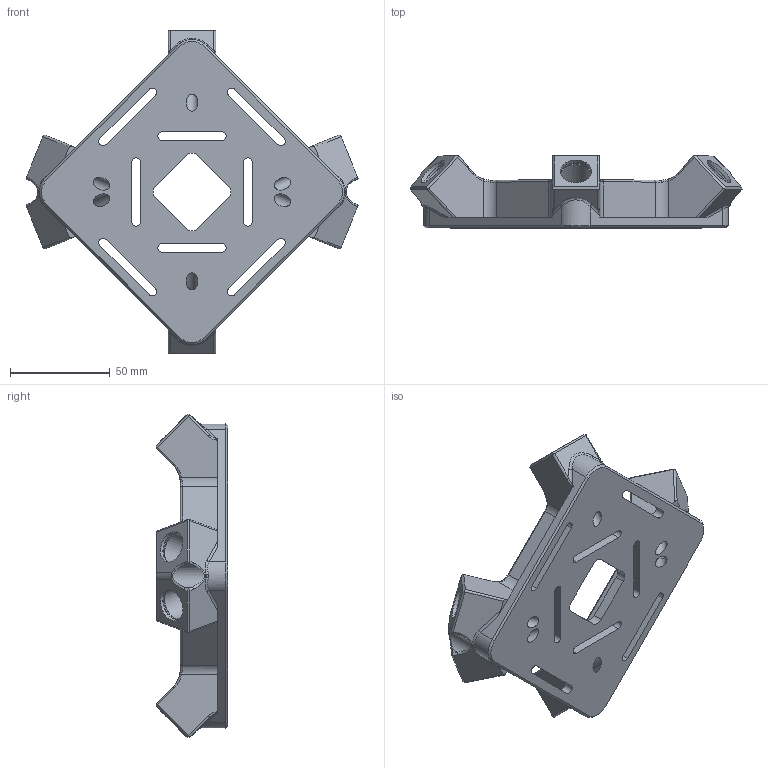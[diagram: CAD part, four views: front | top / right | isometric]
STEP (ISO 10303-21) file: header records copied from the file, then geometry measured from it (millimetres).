
FILE_DESCRIPTION(/* description */ ('STEP AP214'),/* implementation_level */ '2;1');
FILE_NAME(/* name */ '66957d5bb3d6787b3fd1407e',/* time_stamp */ '2024-07-15T19:49:47Z',/* author */ (''),/* organization */ (''),/* preprocessor_version */ 'ST-DEVELOPER v20',/* originating_system */ ' ',/* authorisation */ ' ');
FILE_SCHEMA (('AUTOMOTIVE_DESIGN {1 0 10303 214 3 1 1}'));
Length unit declared in the file: metre
Products named in the file (1): Effector
Bounding box: 166.53 x 36.08 x 161.79 mm (x, y, z)
Volume: 143033.1 mm3; surface area: 56641.3 mm2
Topology: 1 solids, 1 shells, 327 faces, 798 edges, 496 vertices
Faces by surface type: plane 129, cylinder 126, bspline 44, torus 24, cone 4
Full cylindrical faces by diameter (mm): 6 x6, 14 x6, 16 x12, 16.8 x6
Entity records: 10195 total; most frequent: CARTESIAN_POINT 2615, DIRECTION 1596, ORIENTED_EDGE 1520, EDGE_CURVE 760, AXIS2_PLACEMENT_3D 622, VERTEX_POINT 490, EDGE_LOOP 412, FACE_BOUND 412
